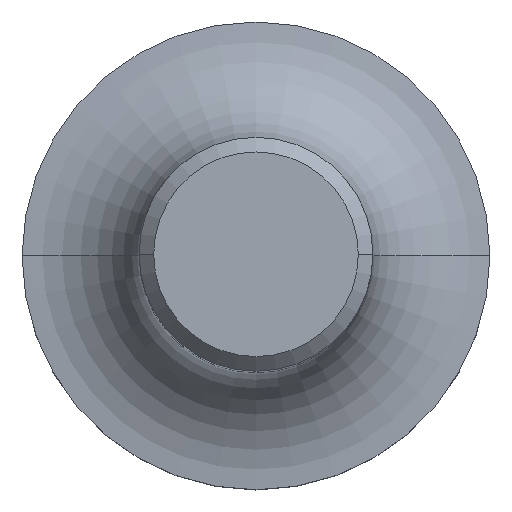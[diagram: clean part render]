
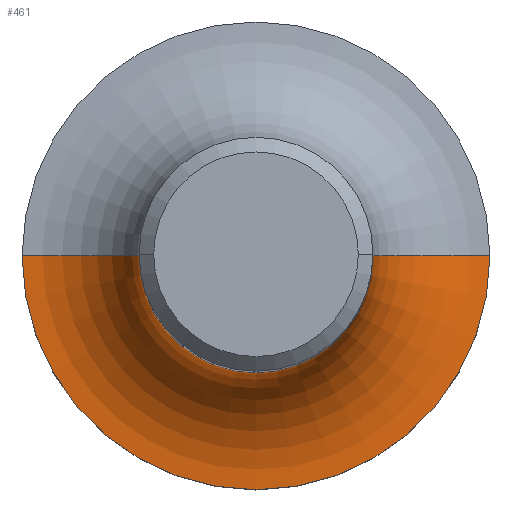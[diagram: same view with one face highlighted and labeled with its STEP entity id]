
A CAD part, top view. The second image highlights one B-rep face of the part: STEP entity #461.
In plain terms, the highlighted toroidal (fillet/blend) face has major radius 12.7 mm and minor radius 6.35 mm.
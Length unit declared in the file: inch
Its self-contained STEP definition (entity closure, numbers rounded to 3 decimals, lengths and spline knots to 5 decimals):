
#25 = ORIENTED_EDGE ( 'NONE', *, *, #208, .T. ) ;
#26 = CARTESIAN_POINT ( 'NONE',  ( 0.5, 0., -2. ) ) ;
#39 = VERTEX_POINT ( 'NONE', #82 ) ;
#45 = DIRECTION ( 'NONE',  ( 0., -1., 0. ) ) ;
#57 = CARTESIAN_POINT ( 'NONE',  ( -0.5, 0., -1.75 ) ) ;
#74 = EDGE_LOOP ( 'NONE', ( #133, #25, #224, #148 ) ) ;
#82 = CARTESIAN_POINT ( 'NONE',  ( -0.25, 0., -1.75 ) ) ;
#99 = CIRCLE ( 'NONE', #140, 0.25 ) ;
#105 = VERTEX_POINT ( 'NONE', #192 ) ;
#107 = VERTEX_POINT ( 'NONE', #275 ) ;
#118 = AXIS2_PLACEMENT_3D ( 'NONE', #287, #442, #290 ) ;
#130 = EDGE_CURVE ( 'NONE', #107, #303, #422, .T. ) ;
#133 = ORIENTED_EDGE ( 'NONE', *, *, #367, .F. ) ;
#140 = AXIS2_PLACEMENT_3D ( 'NONE', #57, #293, #255 ) ;
#148 = ORIENTED_EDGE ( 'NONE', *, *, #130, .F. ) ;
#151 = CIRCLE ( 'NONE', #456, 0.25 ) ;
#192 = CARTESIAN_POINT ( 'NONE',  ( -0.5, 0., -2. ) ) ;
#207 = CIRCLE ( 'NONE', #118, 0.5 ) ;
#208 = EDGE_CURVE ( 'NONE', #39, #105, #99, .T. ) ;
#210 = FACE_OUTER_BOUND ( 'NONE', #74, .T. ) ;
#217 = DIRECTION ( 'NONE',  ( 1., 0., 0. ) ) ;
#224 = ORIENTED_EDGE ( 'NONE', *, *, #332, .T. ) ;
#255 = DIRECTION ( 'NONE',  ( -1., 0., 0. ) ) ;
#275 = CARTESIAN_POINT ( 'NONE',  ( 0.25, 0., -1.75 ) ) ;
#279 = DIRECTION ( 'NONE',  ( 0., 0., 1. ) ) ;
#287 = CARTESIAN_POINT ( 'NONE',  ( 0., 0., -2. ) ) ;
#290 = DIRECTION ( 'NONE',  ( 1., 0., 0. ) ) ;
#293 = DIRECTION ( 'NONE',  ( 0., 1., 0. ) ) ;
#303 = VERTEX_POINT ( 'NONE', #26 ) ;
#318 = CARTESIAN_POINT ( 'NONE',  ( 0., 0., -1.75 ) ) ;
#326 = AXIS2_PLACEMENT_3D ( 'NONE', #329, #407, #488 ) ;
#329 = CARTESIAN_POINT ( 'NONE',  ( 0., 0., -1.75 ) ) ;
#332 = EDGE_CURVE ( 'NONE', #105, #303, #207, .T. ) ;
#348 = AXIS2_PLACEMENT_3D ( 'NONE', #404, #45, #217 ) ;
#367 = EDGE_CURVE ( 'NONE', #39, #107, #151, .T. ) ;
#392 = TOROIDAL_SURFACE ( 'NONE', #326, 0.5, 0.25 ) ;
#394 = DIRECTION ( 'NONE',  ( 1., 0., 0. ) ) ;
#404 = CARTESIAN_POINT ( 'NONE',  ( 0.5, 0., -1.75 ) ) ;
#407 = DIRECTION ( 'NONE',  ( 0., 0., 1. ) ) ;
#422 = CIRCLE ( 'NONE', #348, 0.25 ) ;
#442 = DIRECTION ( 'NONE',  ( 0., 0., 1. ) ) ;
#456 = AXIS2_PLACEMENT_3D ( 'NONE', #318, #279, #394 ) ;
#461 = ADVANCED_FACE ( 'NONE', ( #210 ), #392, .F. ) ;
#488 = DIRECTION ( 'NONE',  ( 1., 0., 0. ) ) ;
